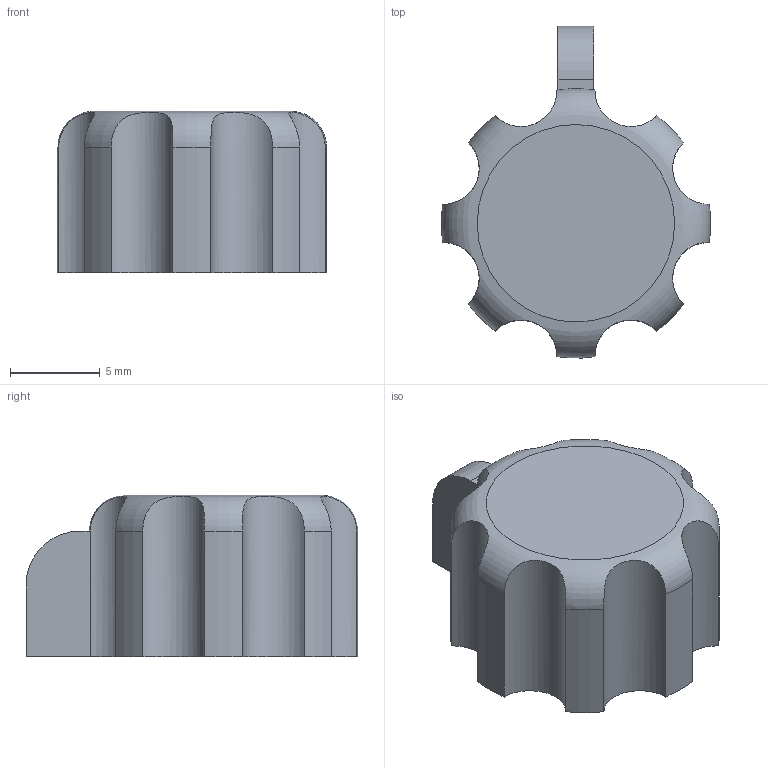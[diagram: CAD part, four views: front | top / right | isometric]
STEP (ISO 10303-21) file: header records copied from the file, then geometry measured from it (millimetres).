
FILE_DESCRIPTION(('FreeCAD Model'),'2;1');
FILE_NAME('knob-2.step', '2020-01-01T10:49:29',('Author'),(''), 'Open CASCADE STEP processor 7.3','FreeCAD','Unknown');
FILE_SCHEMA(('AUTOMOTIVE_DESIGN { 1 0 10303 214 1 1 1 1 }'));
Length unit declared in the file: millimetre
Products named in the file (1): knob-2
Bounding box: 14.99 x 18.49 x 9 mm (x, y, z)
Volume: 1063.8 mm3; surface area: 1334.6 mm2
Topology: 2 solids, 2 shells, 33 faces, 87 edges, 59 vertices
Faces by surface type: cylinder 21, plane 11, torus 1
Full cylindrical faces by diameter (mm): 8 x1
Entity records: 4569 total; most frequent: CARTESIAN_POINT 2696, DIRECTION 285, ORIENTED_EDGE 174, PCURVE 174, DEFINITIONAL_REPRESENTATION 174, LINE 118, VECTOR 118, EDGE_CURVE 87
